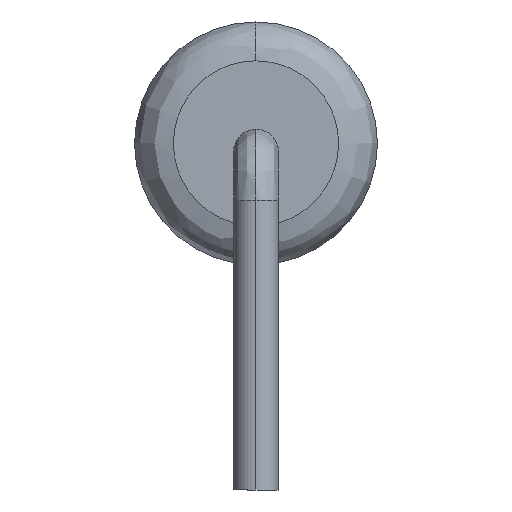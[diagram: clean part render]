
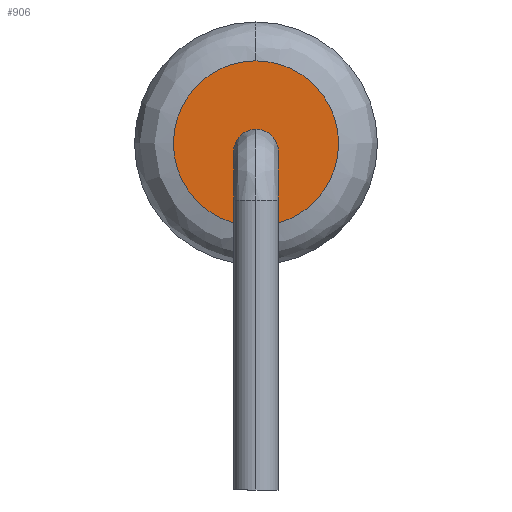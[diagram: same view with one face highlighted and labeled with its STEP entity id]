
A CAD part, left-side view. The second image highlights one B-rep face of the part: STEP entity #906.
In plain terms, the highlighted face is planar.
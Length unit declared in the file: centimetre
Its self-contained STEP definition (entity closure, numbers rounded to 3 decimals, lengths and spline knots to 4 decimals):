
#35 = EDGE_LOOP ( 'NONE', ( #537, #1245 ) ) ;
#460 = CARTESIAN_POINT ( 'NONE',  ( -0.1275, 0., 0. ) ) ;
#461 = CARTESIAN_POINT ( 'NONE',  ( -0.1275, -0.255, 0. ) ) ;
#500 =( BOUNDED_CURVE ( )  B_SPLINE_CURVE ( 3, ( #1285, #1295, #1242, #1236 ),
 .UNSPECIFIED., .F., .T. ) 
 B_SPLINE_CURVE_WITH_KNOTS ( ( 4, 4 ),
 ( 0., 0.5 ),
 .UNSPECIFIED. ) 
 CURVE ( )  GEOMETRIC_REPRESENTATION_ITEM ( )  RATIONAL_B_SPLINE_CURVE ( ( 1., 0.333, 0.333, 1. ) ) 
 REPRESENTATION_ITEM ( '' )  );
#537 = ORIENTED_EDGE ( 'NONE', *, *, #1675, .F. ) ;
#906 = ADVANCED_FACE ( 'NONE', ( #2239 ), #1455, .F. ) ;
#987 = VERTEX_POINT ( 'NONE', #1493 ) ;
#1236 = CARTESIAN_POINT ( 'NONE',  ( -0.1275, 0., 0. ) ) ;
#1237 = CARTESIAN_POINT ( 'NONE',  ( 0., 0., 0. ) ) ;
#1242 = CARTESIAN_POINT ( 'NONE',  ( -0.1275, 0.255, 0. ) ) ;
#1245 = ORIENTED_EDGE ( 'NONE', *, *, #2028, .F. ) ;
#1285 = CARTESIAN_POINT ( 'NONE',  ( 0.1275, 0., 0. ) ) ;
#1295 = CARTESIAN_POINT ( 'NONE',  ( 0.1275, 0.255, 0. ) ) ;
#1455 = PLANE ( 'NONE',  #1869 ) ;
#1493 = CARTESIAN_POINT ( 'NONE',  ( -0.1275, 0., 0. ) ) ;
#1575 = CARTESIAN_POINT ( 'NONE',  ( 0.1275, 0., 0. ) ) ;
#1590 = DIRECTION ( 'NONE',  ( 0., 0., 1. ) ) ;
#1626 = DIRECTION ( 'NONE',  ( 1., 0., 0. ) ) ;
#1675 = EDGE_CURVE ( 'NONE', #2083, #987, #500, .T. ) ;
#1869 = AXIS2_PLACEMENT_3D ( 'NONE', #1237, #1590, #1626 ) ;
#1988 =( BOUNDED_CURVE ( )  B_SPLINE_CURVE ( 3, ( #460, #461, #1995, #2006 ),
 .UNSPECIFIED., .F., .T. ) 
 B_SPLINE_CURVE_WITH_KNOTS ( ( 4, 4 ),
 ( 0.5, 1. ),
 .UNSPECIFIED. ) 
 CURVE ( )  GEOMETRIC_REPRESENTATION_ITEM ( )  RATIONAL_B_SPLINE_CURVE ( ( 1., 0.333, 0.333, 1. ) ) 
 REPRESENTATION_ITEM ( '' )  );
#1995 = CARTESIAN_POINT ( 'NONE',  ( 0.1275, -0.255, 0. ) ) ;
#2006 = CARTESIAN_POINT ( 'NONE',  ( 0.1275, 0., 0. ) ) ;
#2028 = EDGE_CURVE ( 'NONE', #987, #2083, #1988, .T. ) ;
#2083 = VERTEX_POINT ( 'NONE', #1575 ) ;
#2239 = FACE_OUTER_BOUND ( 'NONE', #35, .T. ) ;
